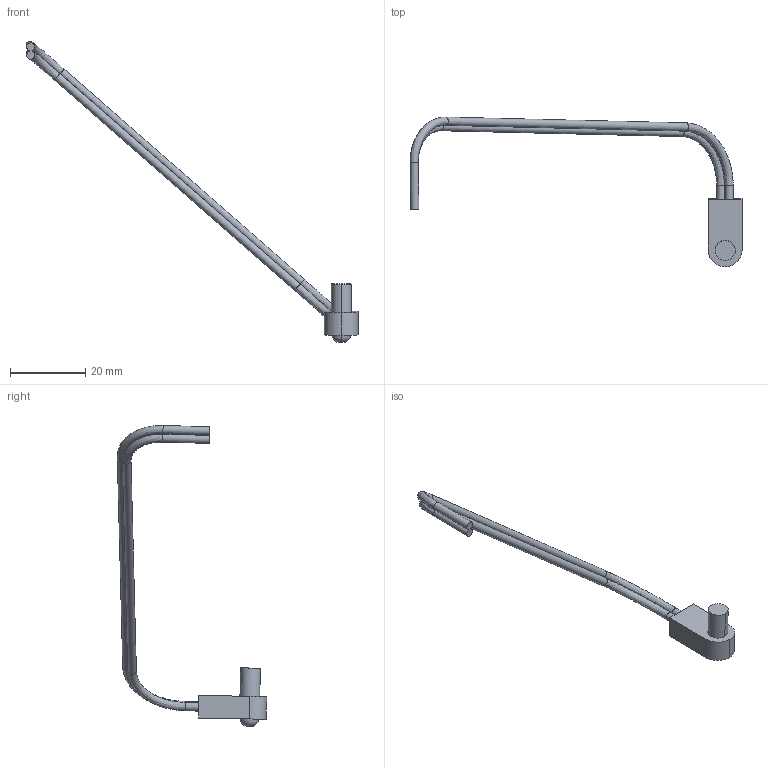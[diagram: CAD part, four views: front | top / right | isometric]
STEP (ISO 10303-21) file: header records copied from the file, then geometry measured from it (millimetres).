
FILE_DESCRIPTION (( 'STEP AP214' ), '1' );
FILE_NAME ('Cable5.STEP', '2021-12-03T19:55:14', ( '' ), ( '' ), 'SwSTEP 2.0', 'SolidWorks 2019', '' );
FILE_SCHEMA (( 'AUTOMOTIVE_DESIGN' ));
Length unit declared in the file: millimetre
Products named in the file (1): Cable5
Bounding box: 88.02 x 39.61 x 79.81 mm (x, y, z)
Volume: 2279.4 mm3; surface area: 2672.2 mm2
Topology: 2 solids, 2 shells, 35 faces, 71 edges, 42 vertices
Faces by surface type: plane 15, bspline 14, cylinder 4, torus 2
Entity records: 1112 total; most frequent: CARTESIAN_POINT 363, DIRECTION 149, ORIENTED_EDGE 142, EDGE_CURVE 71, AXIS2_PLACEMENT_3D 56, VERTEX_POINT 42, VECTOR 37, LINE 37
